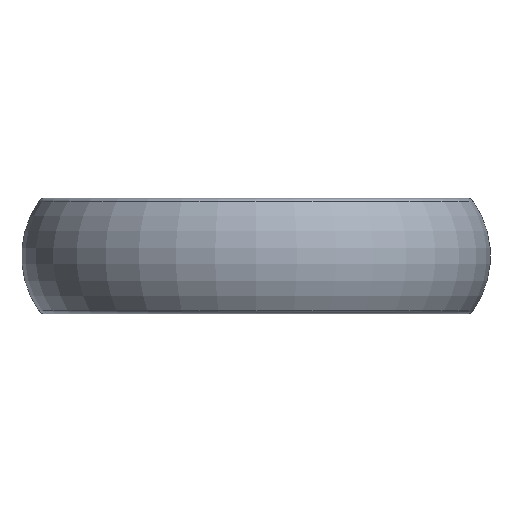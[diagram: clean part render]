
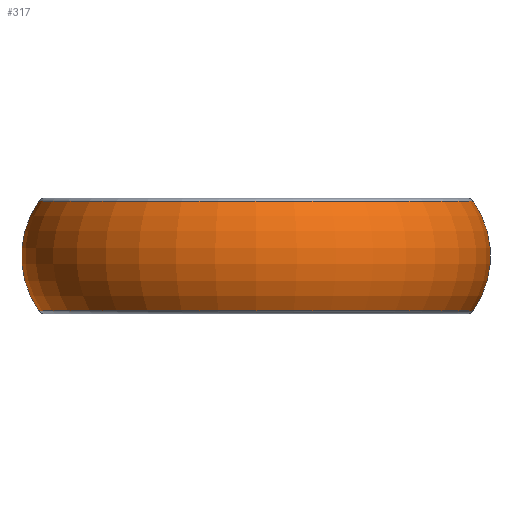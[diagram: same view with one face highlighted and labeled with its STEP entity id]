
A CAD part, front view. The second image highlights one B-rep face of the part: STEP entity #317.
In plain terms, the highlighted toroidal (fillet/blend) face has major radius 18.9 mm and minor radius 13.054 mm.
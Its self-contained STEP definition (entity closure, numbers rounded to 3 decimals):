
#6 = ORIENTED_EDGE ( 'NONE', *, *, #81, .T. ) ;
#12 = EDGE_CURVE ( 'NONE', #219, #810, #561, .T. ) ;
#37 = CARTESIAN_POINT ( 'NONE',  ( 29.612, 0., -7.462 ) ) ;
#80 = CARTESIAN_POINT ( 'NONE',  ( 18.9, 0., 0. ) ) ;
#81 = EDGE_CURVE ( 'NONE', #219, #627, #717, .T. ) ;
#132 = CARTESIAN_POINT ( 'NONE',  ( 0., 0., 7.462 ) ) ;
#146 = DIRECTION ( 'NONE',  ( 0., 0., -1. ) ) ;
#147 = FACE_OUTER_BOUND ( 'NONE', #791, .T. ) ;
#153 = CARTESIAN_POINT ( 'NONE',  ( -29.612, 0., 7.462 ) ) ;
#197 = DIRECTION ( 'NONE',  ( -1., 0., 0. ) ) ;
#208 = CARTESIAN_POINT ( 'NONE',  ( -18.9, 0., 0. ) ) ;
#219 = VERTEX_POINT ( 'NONE', #366 ) ;
#231 = AXIS2_PLACEMENT_3D ( 'NONE', #208, #699, #437 ) ;
#249 = ORIENTED_EDGE ( 'NONE', *, *, #294, .T. ) ;
#264 = DIRECTION ( 'NONE',  ( 1., 0., 0. ) ) ;
#294 = EDGE_CURVE ( 'NONE', #727, #810, #316, .T. ) ;
#316 = CIRCLE ( 'NONE', #357, 29.612 ) ;
#317 = ADVANCED_FACE ( 'NONE', ( #147 ), #623, .T. ) ;
#337 = CARTESIAN_POINT ( 'NONE',  ( 0., 0., -7.462 ) ) ;
#357 = AXIS2_PLACEMENT_3D ( 'NONE', #132, #146, #197 ) ;
#366 = CARTESIAN_POINT ( 'NONE',  ( -29.612, 0., -7.462 ) ) ;
#382 = EDGE_CURVE ( 'NONE', #627, #727, #759, .T. ) ;
#437 = DIRECTION ( 'NONE',  ( -1., 0., 0. ) ) ;
#455 = DIRECTION ( 'NONE',  ( 0., -1., 0. ) ) ;
#459 = CARTESIAN_POINT ( 'NONE',  ( 0., 0., 0. ) ) ;
#490 = ORIENTED_EDGE ( 'NONE', *, *, #12, .F. ) ;
#496 = DIRECTION ( 'NONE',  ( 1., 0., 0. ) ) ;
#561 = CIRCLE ( 'NONE', #231, 13.054 ) ;
#623 = TOROIDAL_SURFACE ( 'NONE', #711, 18.9, 13.054 ) ;
#627 = VERTEX_POINT ( 'NONE', #37 ) ;
#651 = DIRECTION ( 'NONE',  ( 0., 0., -1. ) ) ;
#699 = DIRECTION ( 'NONE',  ( 0., 1., 0. ) ) ;
#707 = DIRECTION ( 'NONE',  ( 0., 0., 1. ) ) ;
#711 = AXIS2_PLACEMENT_3D ( 'NONE', #459, #707, #264 ) ;
#713 = CARTESIAN_POINT ( 'NONE',  ( 29.612, 0., 7.462 ) ) ;
#717 = CIRCLE ( 'NONE', #799, 29.612 ) ;
#727 = VERTEX_POINT ( 'NONE', #713 ) ;
#733 = ORIENTED_EDGE ( 'NONE', *, *, #382, .T. ) ;
#759 = CIRCLE ( 'NONE', #766, 13.054 ) ;
#766 = AXIS2_PLACEMENT_3D ( 'NONE', #80, #455, #651 ) ;
#784 = DIRECTION ( 'NONE',  ( 0., 0., 1. ) ) ;
#791 = EDGE_LOOP ( 'NONE', ( #490, #6, #733, #249 ) ) ;
#799 = AXIS2_PLACEMENT_3D ( 'NONE', #337, #784, #496 ) ;
#810 = VERTEX_POINT ( 'NONE', #153 ) ;
